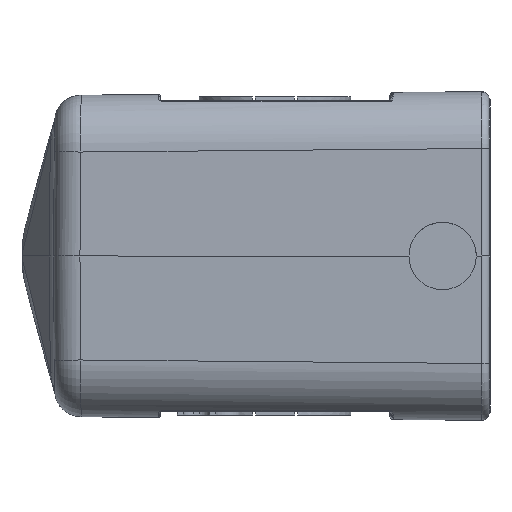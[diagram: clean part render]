
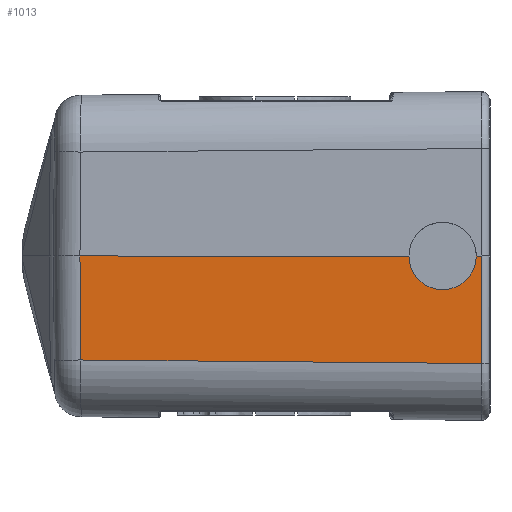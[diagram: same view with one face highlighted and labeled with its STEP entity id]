
A CAD part, left-side view. The second image highlights one B-rep face of the part: STEP entity #1013.
In plain terms, the highlighted planar face has unit normal (-1, 0.009, -0.009).
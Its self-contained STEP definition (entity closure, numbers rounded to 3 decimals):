
#444=FACE_OUTER_BOUND('',#2655,.T.);
#1013=ADVANCED_FACE('',(#444),#1557,.T.);
#1557=PLANE('',#10063);
#1936=B_SPLINE_CURVE_WITH_KNOTS('',3,(#14604,#14605,#14606,#14607,#14608,
#14609,#14610,#14611,#14612,#14613),.UNSPECIFIED.,.F.,.F.,(4,2,2,2,4),(0.,
0.25,0.5,0.75,1.),.UNSPECIFIED.);
#2655=EDGE_LOOP('',(#3593,#3594,#3595,#3596,#3597,#3598));
#3593=ORIENTED_EDGE('',*,*,#7291,.T.);
#3594=ORIENTED_EDGE('',*,*,#7290,.F.);
#3595=ORIENTED_EDGE('',*,*,#7292,.F.);
#3596=ORIENTED_EDGE('',*,*,#7293,.T.);
#3597=ORIENTED_EDGE('',*,*,#7294,.T.);
#3598=ORIENTED_EDGE('',*,*,#7295,.T.);
#6321=VERTEX_POINT('',#14579);
#6322=VERTEX_POINT('',#14593);
#6323=VERTEX_POINT('',#14597);
#6324=VERTEX_POINT('',#14599);
#6325=VERTEX_POINT('',#14601);
#6326=VERTEX_POINT('',#14603);
#7290=EDGE_CURVE('',#6321,#6322,#8584,.T.);
#7291=EDGE_CURVE('',#6323,#6322,#8585,.T.);
#7292=EDGE_CURVE('',#6324,#6321,#8586,.T.);
#7293=EDGE_CURVE('',#6324,#6325,#8587,.T.);
#7294=EDGE_CURVE('',#6325,#6326,#8588,.T.);
#7295=EDGE_CURVE('',#6326,#6323,#1936,.T.);
#8584=LINE('',#14594,#9326);
#8585=LINE('',#14596,#9327);
#8586=LINE('',#14598,#9328);
#8587=LINE('',#14600,#9329);
#8588=LINE('',#14602,#9330);
#9326=VECTOR('',#11016,1.);
#9327=VECTOR('',#11019,1.);
#9328=VECTOR('',#11020,1.);
#9329=VECTOR('',#11021,1.);
#9330=VECTOR('',#11022,1.);
#10063=AXIS2_PLACEMENT_3D('',#14614,#11023,#11024);
#11016=DIRECTION('',(-0.009,0.009,1.));
#11019=DIRECTION('',(0.009,1.,0.));
#11020=DIRECTION('',(0.009,1.,0.009));
#11021=DIRECTION('',(-0.009,0.,1.));
#11022=DIRECTION('',(0.009,1.,0.));
#11023=DIRECTION('',(-1.,0.009,-0.009));
#11024=DIRECTION('',(-0.009,0.,1.));
#14579=CARTESIAN_POINT('',(-35.915,123.412,-13.6));
#14593=CARTESIAN_POINT('',(-36.033,123.531,0.));
#14594=CARTESIAN_POINT('',(-35.915,123.412,-13.6));
#14596=CARTESIAN_POINT('',(-36.408,80.5,0.));
#14597=CARTESIAN_POINT('',(-36.408,80.5,0.));
#14598=CARTESIAN_POINT('',(-36.369,71.009,-14.057));
#14599=CARTESIAN_POINT('',(-36.369,71.009,-14.057));
#14600=CARTESIAN_POINT('',(-36.369,71.009,-14.057));
#14601=CARTESIAN_POINT('',(-36.491,71.009,0.));
#14602=CARTESIAN_POINT('',(-36.491,71.009,0.));
#14603=CARTESIAN_POINT('',(-36.485,71.7,0.));
#14604=CARTESIAN_POINT('',(-36.485,71.7,0.));
#14605=CARTESIAN_POINT('',(-36.475,71.7,-1.157));
#14606=CARTESIAN_POINT('',(-36.461,72.174,-2.294));
#14607=CARTESIAN_POINT('',(-36.433,73.793,-3.919));
#14608=CARTESIAN_POINT('',(-36.419,74.935,-4.397));
#14609=CARTESIAN_POINT('',(-36.398,77.242,-4.403));
#14610=CARTESIAN_POINT('',(-36.393,78.378,-3.939));
#14611=CARTESIAN_POINT('',(-36.392,80.022,-2.306));
#14612=CARTESIAN_POINT('',(-36.398,80.5,-1.166));
#14613=CARTESIAN_POINT('',(-36.408,80.5,0.));
#14614=CARTESIAN_POINT('',(-36.511,70.,1.225));
